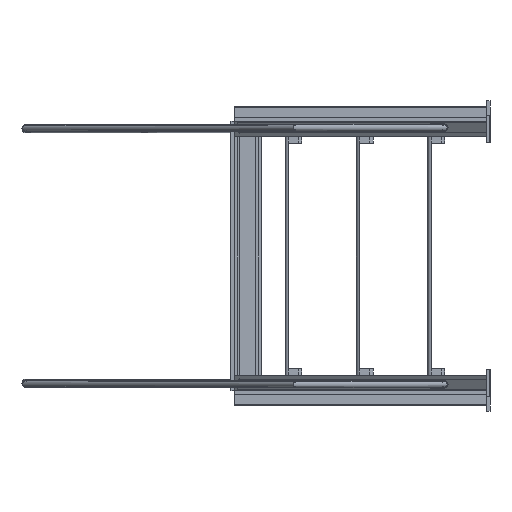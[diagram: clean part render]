
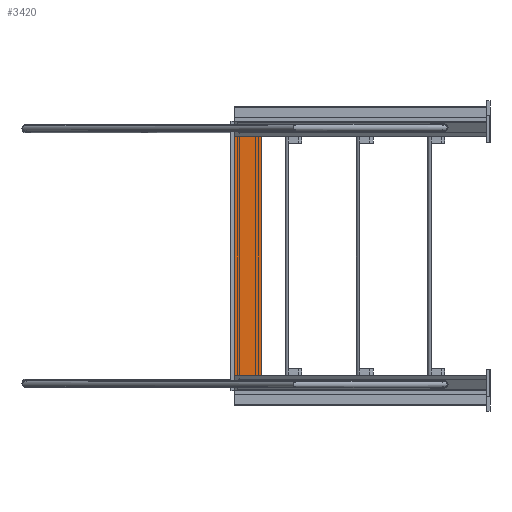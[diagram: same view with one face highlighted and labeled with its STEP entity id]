
A CAD part, left-side view. The second image highlights one B-rep face of the part: STEP entity #3420.
In plain terms, the highlighted planar face has unit normal (-1, 0, 0).
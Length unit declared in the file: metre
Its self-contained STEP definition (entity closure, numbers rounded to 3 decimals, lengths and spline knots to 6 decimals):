
#3420 = ADVANCED_FACE( 'NONE', ( #7428 ), #7429, .F. );
#7428 = FACE_OUTER_BOUND( '', #12182, .T. );
#7429 = PLANE( '', #12183 );
#12182 = EDGE_LOOP( '', ( #19391, #19392, #19393, #19394 ) );
#12183 = AXIS2_PLACEMENT_3D( '', #19395, #19396, #19397 );
#19391 = ORIENTED_EDGE( '', *, *, #27171, .F. );
#19392 = ORIENTED_EDGE( '', *, *, #26156, .T. );
#19393 = ORIENTED_EDGE( '', *, *, #27177, .F. );
#19394 = ORIENTED_EDGE( '', *, *, #26805, .F. );
#19395 = CARTESIAN_POINT( '', ( -1.25, 0.08, 0.4 ) );
#19396 = DIRECTION( '', ( 1., 0., 0. ) );
#19397 = DIRECTION( '', ( 0., 1., 0. ) );
#26156 = EDGE_CURVE( 'NONE', #31348, #31350, #31352, .T. );
#26805 = EDGE_CURVE( 'NONE', #32376, #32379, #32380, .T. );
#27171 = EDGE_CURVE( 'NONE', #31348, #32376, #32954, .T. );
#27177 = EDGE_CURVE( 'NONE', #32379, #31350, #32962, .T. );
#31348 = VERTEX_POINT( 'NONE', #40987 );
#31350 = VERTEX_POINT( 'NONE', #40990 );
#31352 = LINE( '', #40993, #40994 );
#32376 = VERTEX_POINT( 'NONE', #43758 );
#32379 = VERTEX_POINT( 'NONE', #43762 );
#32380 = LINE( '', #43763, #43764 );
#32954 = LINE( '', #45360, #45361 );
#32962 = LINE( '', #45400, #45401 );
#40987 = CARTESIAN_POINT( '', ( -1.25, 0.08, 0.4 ) );
#40990 = CARTESIAN_POINT( '', ( -1.25, 0.08, -0.4 ) );
#40993 = CARTESIAN_POINT( '', ( -1.25, 0.08, 0.4 ) );
#40994 = VECTOR( '', #51056, 1. );
#43758 = CARTESIAN_POINT( '', ( -1.25, 0., 0.4 ) );
#43762 = CARTESIAN_POINT( '', ( -1.25, 0., -0.4 ) );
#43763 = CARTESIAN_POINT( '', ( -1.25, 0., 0.4 ) );
#43764 = VECTOR( '', #51668, 1. );
#45360 = CARTESIAN_POINT( '', ( -1.25, 0.08, 0.4 ) );
#45361 = VECTOR( '', #52039, 1. );
#45400 = CARTESIAN_POINT( '', ( -1.25, 0.08, -0.4 ) );
#45401 = VECTOR( '', #52041, 1. );
#51056 = DIRECTION( '', ( 0., 0., -1. ) );
#51668 = DIRECTION( '', ( 0., 0., -1. ) );
#52039 = DIRECTION( '', ( 0., -1., 0. ) );
#52041 = DIRECTION( '', ( 0., 1., 0. ) );
